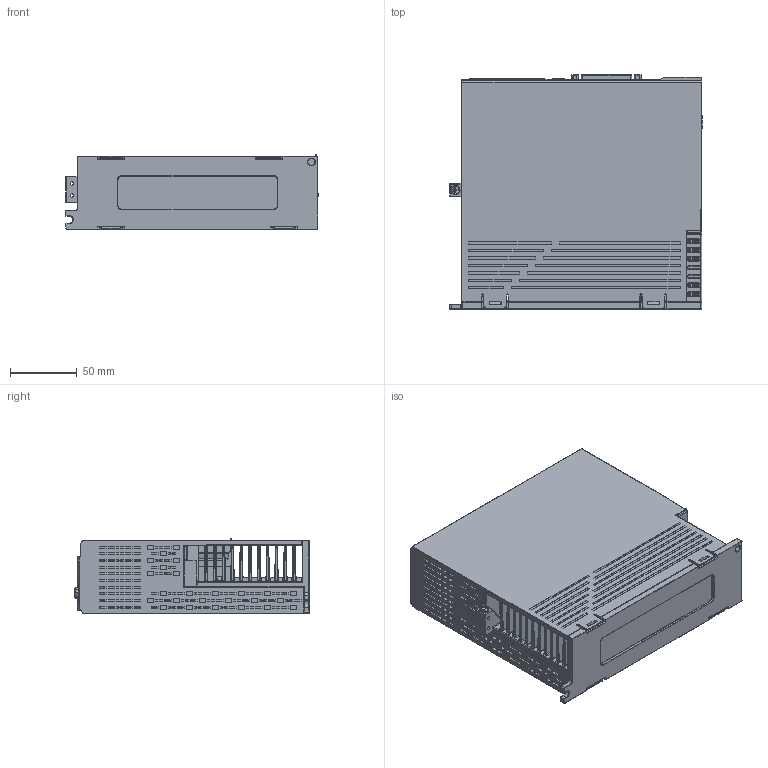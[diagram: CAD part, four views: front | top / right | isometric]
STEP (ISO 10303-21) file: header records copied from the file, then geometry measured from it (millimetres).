
FILE_DESCRIPTION(/* description */ (''),/* implementation_level */ '2;1');
FILE_NAME(/* name */ 'DS5K1-20P7-PTA-官网图-',/* time_stamp */ '2023-01-28T13:23:05+08:00',/* author */ (''),/* organization */ (''),/* preprocessor_version */ 'ST-DEVELOPER v15',/* originating_system */ '',/* authorisation */ '');
FILE_SCHEMA (('AUTOMOTIVE_DESIGN'));
Products named in the file (1): Document
Bounding box: 189.5 x 175.7 x 56.02 mm (x, y, z)
Volume: 0 mm3; surface area: 257960.1 mm2
Topology: 1 solids, 5475 shells, 5480 faces, 28404 edges, 28176 vertices
Faces by surface type: plane 3503, bspline 1977
Entity records: 330793 total; most frequent: CARTESIAN_POINT 177865, ORIENTED_EDGE 28193, EDGE_CURVE 28183, VERTEX_POINT 28176, B_SPLINE_CURVE_WITH_KNOTS 23104, EDGE_LOOP 6228, ADVANCED_FACE 5480, FACE_OUTER_BOUND 5480
